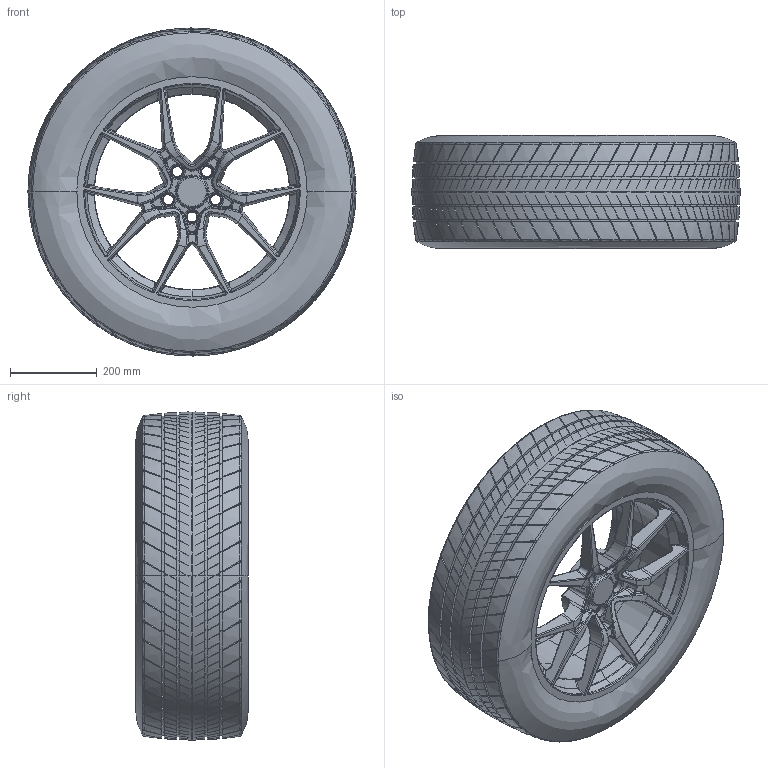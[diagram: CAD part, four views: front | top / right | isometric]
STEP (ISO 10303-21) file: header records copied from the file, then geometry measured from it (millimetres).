
FILE_DESCRIPTION(('FreeCAD Model'),'2;1');
FILE_NAME('Open CASCADE Shape Model','2025-04-26T23:21:54',('FreeCAD'),( 'FreeCAD'),'Open CASCADE STEP processor 7.6','FreeCAD','Unknown');
FILE_SCHEMA(('AUTOMOTIVE_DESIGN { 1 0 10303 214 1 1 1 1 }'));
Products named in the file (1): Open CASCADE STEP translator 7.6 1
Bounding box: 757.63 x 260.26 x 757.58 mm (x, y, z)
Volume: 22029521.4 mm3; surface area: 3607267.7 mm2
Topology: 2 solids, 2 shells, 3440 faces, 9586 edges, 6080 vertices
Faces by surface type: bspline 3440
Entity records: 136965 total; most frequent: CARTESIAN_POINT 82297, ORIENTED_EDGE 19042, EDGE_CURVE 9521, B_SPLINE_CURVE_WITH_KNOTS 7156, VERTEX_POINT 6080, FACE_BOUND 3467, EDGE_LOOP 3467, ADVANCED_FACE 3440
